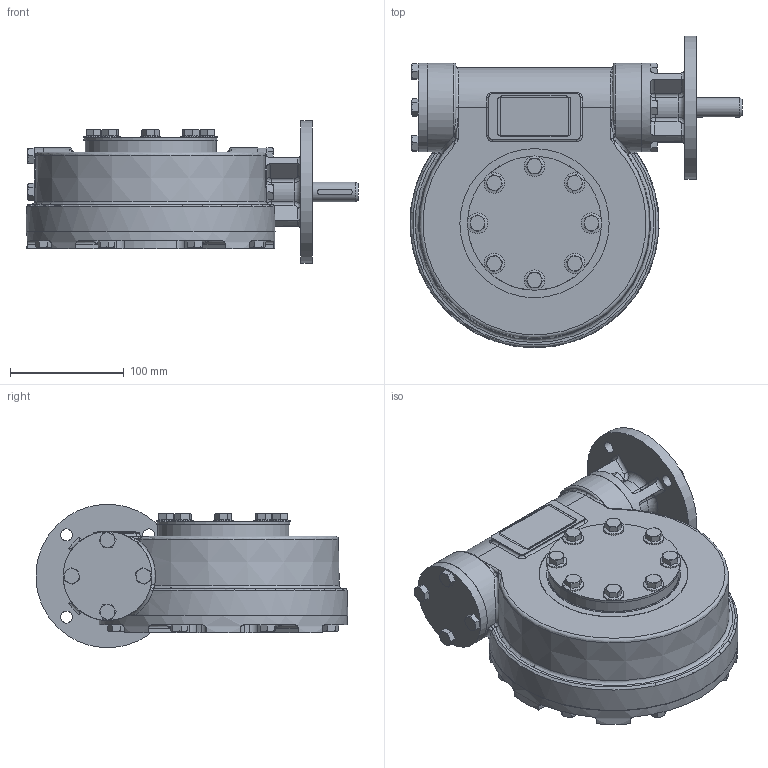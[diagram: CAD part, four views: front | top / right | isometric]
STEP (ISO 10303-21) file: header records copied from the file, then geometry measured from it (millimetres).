
FILE_DESCRIPTION(/* description */ ('Unknown'),/* implementation_level */ '2;1');
FILE_NAME(/* name */ 'PUB-MTW4-F10-F14',/* time_stamp */ '2015-12-09T08:53:50+00:00',/* author */ ('Unknown'),/* organization */ ('Unknown'),/* preprocessor_version */ 'ST-DEVELOPER v16',/* originating_system */ 'DEX',/* authorisation */ $);
FILE_SCHEMA (('AUTOMOTIVE_DESIGN { 1 0 10303 214 3 1 1 }','AUTOMOTIVE_DESIGN {1 0 10303 214 3 1 1}'));
Length unit declared in the file: millimetre
Products named in the file (1): PUB-MTW4-F10-F14
Bounding box: 291.48 x 273.8 x 125.52 mm (x, y, z)
Surface area: 312700.4 mm2 (no closed solid volume)
Topology: 0 solids, 46 shells, 690 faces, 1729 edges, 1045 vertices
Faces by surface type: plane 238, cone 165, cylinder 142, bspline 79, torus 38, sphere 28
Full cylindrical faces by diameter (mm): 8 x8, 10.5 x4, 13.835 x4, 17 x1, 18 x8, 70.1 x1, 78 x4, 85 x1, 87 x1, 115 x2, 117.5 x1, 126 x1, 131 x1, 218 x1
Entity records: 34639 total; most frequent: CARTESIAN_POINT 17881, ORIENTED_EDGE 2977, DIRECTION 2802, EDGE_CURVE 1604, AXIS2_PLACEMENT_3D 1162, VERTEX_POINT 1014, FACE_BOUND 819, EDGE_LOOP 815
